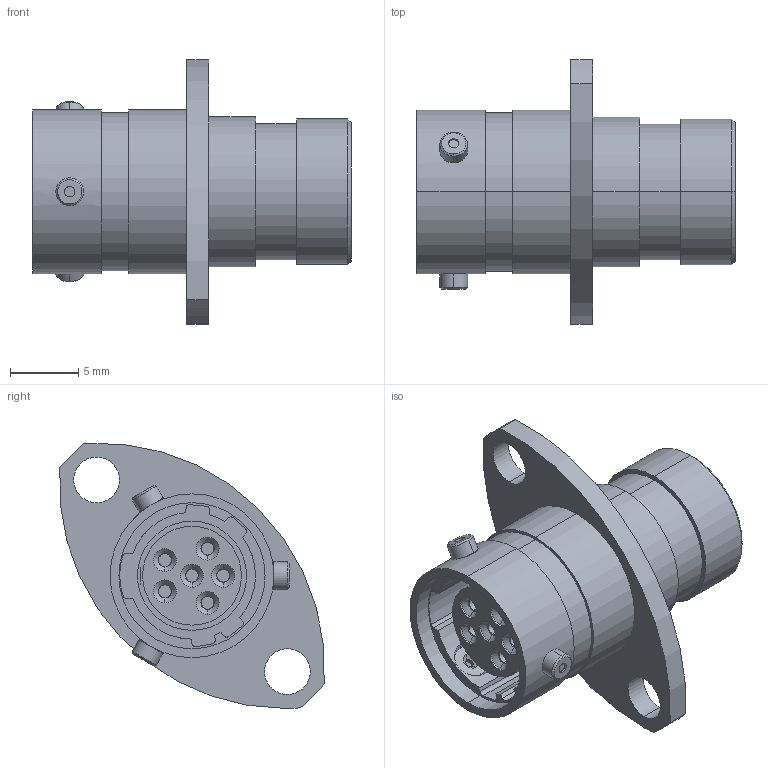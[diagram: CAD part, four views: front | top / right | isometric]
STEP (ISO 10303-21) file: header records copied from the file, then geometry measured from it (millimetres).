
FILE_DESCRIPTION (( 'STEP AP214' ), '1' );
FILE_NAME ('AS007-35SN.STEP', '2013-05-08T15:46:38', ( 'TE Connectivity' ), ( 'TE Connectivity' ), 'SwSTEP 2.0', 'SolidWorks 2011', '' );
FILE_SCHEMA (( 'AUTOMOTIVE_DESIGN' ));
Length unit declared in the file: inch
Products named in the file (1): AS007-35SN
Bounding box: 23.3 x 19.35 x 19.38 mm (x, y, z)
Volume: 1993.7 mm3; surface area: 3538.8 mm2
Topology: 8 solids, 8 shells, 383 faces, 838 edges, 493 vertices
Faces by surface type: cylinder 167, torus 72, cone 68, plane 58, sphere 18
Entity records: 15858 total; most frequent: DIRECTION 2110, CARTESIAN_POINT 1937, ORIENTED_EDGE 1664, AXIS2_PLACEMENT_3D 912, EDGE_CURVE 832, CIRCLE 528, VERTEX_POINT 493, EDGE_LOOP 449
